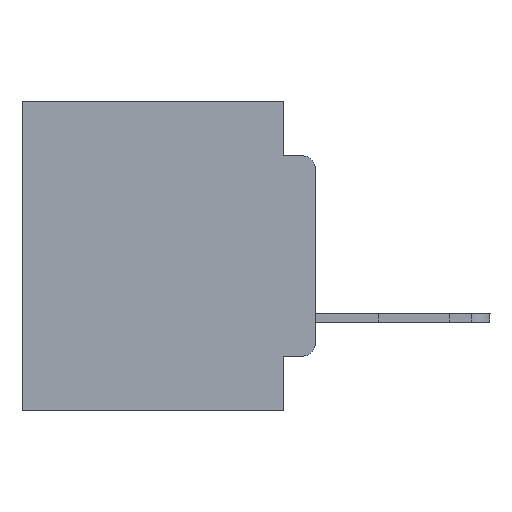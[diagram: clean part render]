
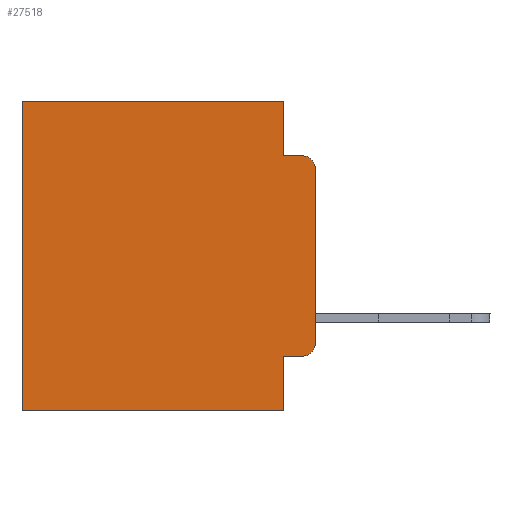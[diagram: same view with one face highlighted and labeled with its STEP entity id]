
A CAD part, left-side view. The second image highlights one B-rep face of the part: STEP entity #27518.
In plain terms, the highlighted planar face has unit normal (-1, 0, 0).
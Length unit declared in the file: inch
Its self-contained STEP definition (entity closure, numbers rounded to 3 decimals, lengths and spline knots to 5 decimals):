
#397 = VERTEX_POINT ( 'NONE', #4542 ) ;
#774 = VECTOR ( 'NONE', #7120, 39.37008 ) ;
#1002 = CARTESIAN_POINT ( 'NONE',  ( 0.298, 0., 0. ) ) ;
#1288 = CARTESIAN_POINT ( 'NONE',  ( 0.298, 0., -0.5 ) ) ;
#1356 = DIRECTION ( 'NONE',  ( 0., 0., -1. ) ) ;
#1684 = EDGE_CURVE ( 'NONE', #397, #16474, #6877, .T. ) ;
#1702 = VECTOR ( 'NONE', #27740, 39.37008 ) ;
#2637 = CIRCLE ( 'NONE', #27396, 0.02 ) ;
#2813 = ORIENTED_EDGE ( 'NONE', *, *, #4918, .T. ) ;
#3803 = VECTOR ( 'NONE', #24159, 39.37008 ) ;
#4270 = DIRECTION ( 'NONE',  ( 0., -1., 0. ) ) ;
#4311 = CARTESIAN_POINT ( 'NONE',  ( 0.298, 0.051, 0. ) ) ;
#4542 = CARTESIAN_POINT ( 'NONE',  ( 0.298, 0.051, 0. ) ) ;
#4671 = VECTOR ( 'NONE', #15504, 39.37008 ) ;
#4918 = EDGE_CURVE ( 'NONE', #26452, #15697, #22106, .T. ) ;
#5249 = CARTESIAN_POINT ( 'NONE',  ( 0.298, 0.02, -0.3915 ) ) ;
#5342 = VERTEX_POINT ( 'NONE', #10562 ) ;
#5543 = CIRCLE ( 'NONE', #17491, 0.02 ) ;
#5563 = CARTESIAN_POINT ( 'NONE',  ( 0.298, 0., -0.1085 ) ) ;
#5771 = CARTESIAN_POINT ( 'NONE',  ( 0.298, 0.051, -0.0885 ) ) ;
#5850 = AXIS2_PLACEMENT_3D ( 'NONE', #18882, #25622, #1356 ) ;
#5976 = EDGE_CURVE ( 'NONE', #9444, #18044, #21098, .T. ) ;
#6242 = CARTESIAN_POINT ( 'NONE',  ( 0.298, 0.02, -0.0885 ) ) ;
#6303 = EDGE_CURVE ( 'NONE', #26452, #9444, #16183, .T. ) ;
#6877 = LINE ( 'NONE', #4311, #4671 ) ;
#7105 = ORIENTED_EDGE ( 'NONE', *, *, #24053, .F. ) ;
#7120 = DIRECTION ( 'NONE',  ( 0., 0., -1. ) ) ;
#8395 = EDGE_CURVE ( 'NONE', #14118, #18301, #2637, .T. ) ;
#8768 = LINE ( 'NONE', #20121, #3803 ) ;
#9129 = CARTESIAN_POINT ( 'NONE',  ( 0.298, 0.473, -0.5 ) ) ;
#9444 = VERTEX_POINT ( 'NONE', #27433 ) ;
#9879 = CARTESIAN_POINT ( 'NONE',  ( 0.298, 0.051, -0.0885 ) ) ;
#9973 = DIRECTION ( 'NONE',  ( -1., 0., 0. ) ) ;
#10467 = ORIENTED_EDGE ( 'NONE', *, *, #1684, .F. ) ;
#10562 = CARTESIAN_POINT ( 'NONE',  ( 0.298, 0., -0.3915 ) ) ;
#10948 = CARTESIAN_POINT ( 'NONE',  ( 0.298, 0.02, -0.4115 ) ) ;
#11052 = DIRECTION ( 'NONE',  ( -1., 0., 0. ) ) ;
#11371 = VECTOR ( 'NONE', #17661, 39.37008 ) ;
#12417 = ORIENTED_EDGE ( 'NONE', *, *, #13300, .T. ) ;
#13107 = VERTEX_POINT ( 'NONE', #21945 ) ;
#13300 = EDGE_CURVE ( 'NONE', #15697, #5342, #5543, .T. ) ;
#14118 = VERTEX_POINT ( 'NONE', #5563 ) ;
#14489 = ORIENTED_EDGE ( 'NONE', *, *, #28335, .T. ) ;
#15504 = DIRECTION ( 'NONE',  ( 0., 0., -1. ) ) ;
#15697 = VERTEX_POINT ( 'NONE', #10948 ) ;
#16183 = LINE ( 'NONE', #22387, #774 ) ;
#16474 = VERTEX_POINT ( 'NONE', #9879 ) ;
#16860 = PLANE ( 'NONE',  #5850 ) ;
#17290 = VECTOR ( 'NONE', #27696, 39.37008 ) ;
#17491 = AXIS2_PLACEMENT_3D ( 'NONE', #5249, #9973, #22805 ) ;
#17661 = DIRECTION ( 'NONE',  ( 0., 0., -1. ) ) ;
#18044 = VERTEX_POINT ( 'NONE', #9129 ) ;
#18210 = EDGE_LOOP ( 'NONE', ( #7105, #25355, #21895, #10467, #22725, #14489, #21189, #19547, #2813, #12417 ) ) ;
#18301 = VERTEX_POINT ( 'NONE', #6242 ) ;
#18621 = VECTOR ( 'NONE', #22989, 39.37008 ) ;
#18882 = CARTESIAN_POINT ( 'NONE',  ( 0.298, 0., 0. ) ) ;
#19547 = ORIENTED_EDGE ( 'NONE', *, *, #6303, .F. ) ;
#19829 = DIRECTION ( 'NONE',  ( 0., 0., -1. ) ) ;
#20107 = CARTESIAN_POINT ( 'NONE',  ( 0.298, 0.473, 0. ) ) ;
#20121 = CARTESIAN_POINT ( 'NONE',  ( 0.298, 0., 0. ) ) ;
#20283 = CARTESIAN_POINT ( 'NONE',  ( 0.298, 0.051, -0.4115 ) ) ;
#20426 = VECTOR ( 'NONE', #4270, 39.37008 ) ;
#21015 = FACE_OUTER_BOUND ( 'NONE', #18210, .T. ) ;
#21098 = LINE ( 'NONE', #1288, #17290 ) ;
#21110 = EDGE_CURVE ( 'NONE', #397, #13107, #8768, .T. ) ;
#21189 = ORIENTED_EDGE ( 'NONE', *, *, #5976, .F. ) ;
#21895 = ORIENTED_EDGE ( 'NONE', *, *, #25016, .F. ) ;
#21945 = CARTESIAN_POINT ( 'NONE',  ( 0.298, 0.473, 0. ) ) ;
#21989 = CARTESIAN_POINT ( 'NONE',  ( 0.298, 0.02, -0.1085 ) ) ;
#22106 = LINE ( 'NONE', #23979, #20426 ) ;
#22387 = CARTESIAN_POINT ( 'NONE',  ( 0.298, 0.051, 0. ) ) ;
#22701 = LINE ( 'NONE', #1002, #18621 ) ;
#22725 = ORIENTED_EDGE ( 'NONE', *, *, #21110, .T. ) ;
#22805 = DIRECTION ( 'NONE',  ( 0., 0., -1. ) ) ;
#22989 = DIRECTION ( 'NONE',  ( 0., 0., -1. ) ) ;
#23979 = CARTESIAN_POINT ( 'NONE',  ( 0.298, 0.051, -0.4115 ) ) ;
#24053 = EDGE_CURVE ( 'NONE', #14118, #5342, #22701, .T. ) ;
#24159 = DIRECTION ( 'NONE',  ( 0., 1., 0. ) ) ;
#24560 = LINE ( 'NONE', #20107, #11371 ) ;
#25016 = EDGE_CURVE ( 'NONE', #16474, #18301, #25748, .T. ) ;
#25355 = ORIENTED_EDGE ( 'NONE', *, *, #8395, .T. ) ;
#25622 = DIRECTION ( 'NONE',  ( 1., 0., 0. ) ) ;
#25748 = LINE ( 'NONE', #5771, #1702 ) ;
#26452 = VERTEX_POINT ( 'NONE', #20283 ) ;
#27396 = AXIS2_PLACEMENT_3D ( 'NONE', #21989, #11052, #19829 ) ;
#27433 = CARTESIAN_POINT ( 'NONE',  ( 0.298, 0.051, -0.5 ) ) ;
#27518 = ADVANCED_FACE ( 'NONE', ( #21015 ), #16860, .F. ) ;
#27696 = DIRECTION ( 'NONE',  ( 0., 1., 0. ) ) ;
#27740 = DIRECTION ( 'NONE',  ( 0., -1., 0. ) ) ;
#28335 = EDGE_CURVE ( 'NONE', #13107, #18044, #24560, .T. ) ;
